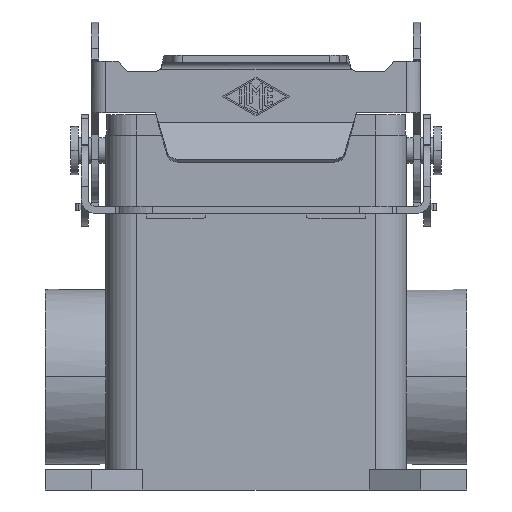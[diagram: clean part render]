
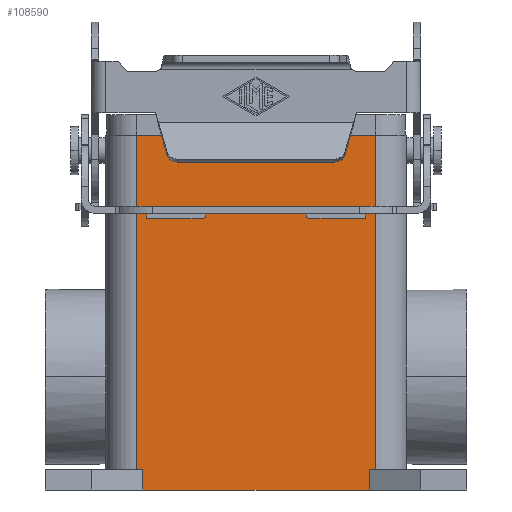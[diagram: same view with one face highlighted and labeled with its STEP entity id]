
A CAD part, front view. The second image highlights one B-rep face of the part: STEP entity #108590.
In plain terms, the highlighted planar face has unit normal (0, -1, 0).
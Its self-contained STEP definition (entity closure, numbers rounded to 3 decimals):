
#75000=CARTESIAN_POINT('',(-22.,-22.25,-66.));
#75010=VERTEX_POINT('',#75000);
#75040=CARTESIAN_POINT('',(22.,-22.25,-66.));
#75050=DIRECTION('',(-1.,0.,0.));
#75060=VECTOR('',#75050,44.);
#75070=LINE('',#75040,#75060);
#75080=CARTESIAN_POINT('',(22.,-22.25,-66.));
#75090=VERTEX_POINT('',#75080);
#75100=EDGE_CURVE('',#75090,#75010,#75070,.T.);
#76550=CARTESIAN_POINT('',(22.,-22.25,-62.));
#76560=VERTEX_POINT('',#76550);
#76590=CARTESIAN_POINT('',(0.,-22.25,-62.));
#76600=DIRECTION('',(1.,0.,0.));
#76610=VECTOR('',#76600,1.);
#76620=LINE('',#76590,#76610);
#76630=CARTESIAN_POINT('',(23.25,-22.25,-62.));
#76640=VERTEX_POINT('',#76630);
#76650=EDGE_CURVE('',#76560,#76640,#76620,.T.);
#108060=CARTESIAN_POINT('',(22.,-22.25,-66.));
#108070=DIRECTION('',(0.,-1.,0.));
#108080=DIRECTION('',(0.,0.,-1.));
#108090=AXIS2_PLACEMENT_3D('',#108060,#108070,#108080);
#108100=PLANE('',#108090);
#108110=CARTESIAN_POINT('',(0.,-22.25,-62.));
#108120=DIRECTION('',(-1.,0.,0.));
#108130=VECTOR('',#108120,1.);
#108140=LINE('',#108110,#108130);
#108150=CARTESIAN_POINT('',(-22.,-22.25,-62.));
#108160=VERTEX_POINT('',#108150);
#108170=CARTESIAN_POINT('',(-23.25,-22.25,-62.));
#108180=VERTEX_POINT('',#108170);
#108190=EDGE_CURVE('',#108160,#108180,#108140,.T.);
#108200=ORIENTED_EDGE('',*,*,#108190,.F.);
#108210=CARTESIAN_POINT('',(-23.25,-22.25,-62.));
#108220=DIRECTION('',(0.,0.,1.));
#108230=VECTOR('',#108220,65.);
#108240=LINE('',#108210,#108230);
#108250=CARTESIAN_POINT('',(-23.25,-22.25,3.));
#108260=VERTEX_POINT('',#108250);
#108270=EDGE_CURVE('',#108180,#108260,#108240,.T.);
#108280=ORIENTED_EDGE('',*,*,#108270,.F.);
#108290=CARTESIAN_POINT('',(23.25,-22.25,3.));
#108300=DIRECTION('',(-1.,0.,0.));
#108310=VECTOR('',#108300,46.5);
#108320=LINE('',#108290,#108310);
#108330=CARTESIAN_POINT('',(23.25,-22.25,3.));
#108340=VERTEX_POINT('',#108330);
#108350=EDGE_CURVE('',#108340,#108260,#108320,.T.);
#108360=ORIENTED_EDGE('',*,*,#108350,.T.);
#108370=CARTESIAN_POINT('',(23.25,-22.25,-62.));
#108380=DIRECTION('',(0.,0.,1.));
#108390=VECTOR('',#108380,65.);
#108400=LINE('',#108370,#108390);
#108410=EDGE_CURVE('',#76640,#108340,#108400,.T.);
#108420=ORIENTED_EDGE('',*,*,#108410,.T.);
#108430=ORIENTED_EDGE('',*,*,#76650,.T.);
#108440=CARTESIAN_POINT('',(22.,-22.25,-66.));
#108450=DIRECTION('',(0.,0.,1.));
#108460=VECTOR('',#108450,4.);
#108470=LINE('',#108440,#108460);
#108480=EDGE_CURVE('',#75090,#76560,#108470,.T.);
#108490=ORIENTED_EDGE('',*,*,#108480,.T.);
#108500=ORIENTED_EDGE('',*,*,#75100,.F.);
#108510=CARTESIAN_POINT('',(-22.,-22.25,-66.));
#108520=DIRECTION('',(0.,0.,1.));
#108530=VECTOR('',#108520,4.);
#108540=LINE('',#108510,#108530);
#108550=EDGE_CURVE('',#75010,#108160,#108540,.T.);
#108560=ORIENTED_EDGE('',*,*,#108550,.F.);
#108570=EDGE_LOOP('',(#108560,#108500,#108490,#108430,#108420,#108360,
#108280,#108200));
#108580=FACE_OUTER_BOUND('',#108570,.T.);
#108590=ADVANCED_FACE('',(#108580),#108100,.T.);
